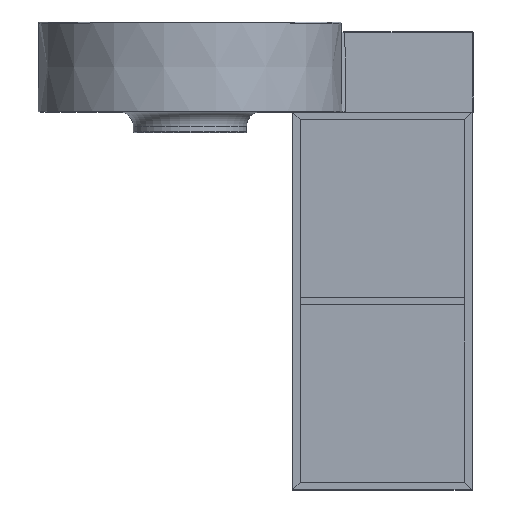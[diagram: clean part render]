
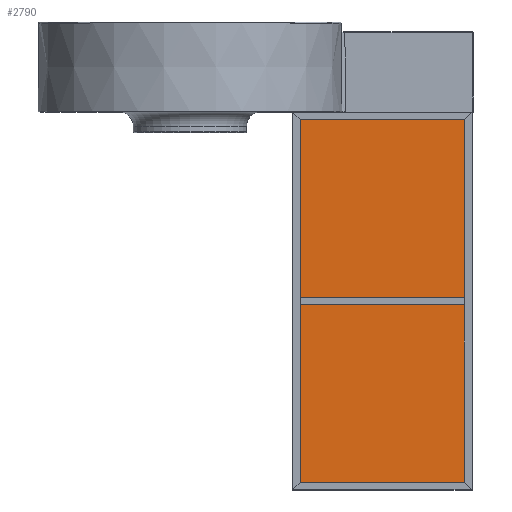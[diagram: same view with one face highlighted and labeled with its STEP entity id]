
A CAD part, top view. The second image highlights one B-rep face of the part: STEP entity #2790.
In plain terms, the highlighted planar face has unit normal (0, 0, 1).
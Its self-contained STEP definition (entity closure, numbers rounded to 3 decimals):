
#120 = PLANE ( 'NONE',  #698 ) ;
#365 = ORIENTED_EDGE ( 'NONE', *, *, #4732, .F. ) ;
#698 = AXIS2_PLACEMENT_3D ( 'NONE', #4878, #3604, #2676 ) ;
#759 = DIRECTION ( 'NONE',  ( 0., -1., 0. ) ) ;
#825 = CARTESIAN_POINT ( 'NONE',  ( 5., 5., -111. ) ) ;
#903 = LINE ( 'NONE', #5229, #3409 ) ;
#936 = LINE ( 'NONE', #825, #2059 ) ;
#1156 = VERTEX_POINT ( 'NONE', #4813 ) ;
#1339 = DIRECTION ( 'NONE',  ( 1., 0., 0. ) ) ;
#1421 = CARTESIAN_POINT ( 'NONE',  ( 5., 395., -111. ) ) ;
#1946 = EDGE_CURVE ( 'NONE', #5537, #4802, #903, .T. ) ;
#1988 = CARTESIAN_POINT ( 'NONE',  ( 5., 576.178, -111. ) ) ;
#2059 = VECTOR ( 'NONE', #1339, 1000. ) ;
#2360 = CARTESIAN_POINT ( 'NONE',  ( 185., 395., -111. ) ) ;
#2403 = ORIENTED_EDGE ( 'NONE', *, *, #5119, .T. ) ;
#2457 = ORIENTED_EDGE ( 'NONE', *, *, #1946, .F. ) ;
#2596 = DIRECTION ( 'NONE',  ( 0., -1., 0. ) ) ;
#2676 = DIRECTION ( 'NONE',  ( -1., 0., 0. ) ) ;
#2731 = FACE_OUTER_BOUND ( 'NONE', #4858, .T. ) ;
#2790 = ADVANCED_FACE ( 'NONE', ( #2731 ), #120, .F. ) ;
#3172 = LINE ( 'NONE', #1421, #4997 ) ;
#3409 = VECTOR ( 'NONE', #2596, 1000. ) ;
#3604 = DIRECTION ( 'NONE',  ( 0., 0., -1. ) ) ;
#3615 = CARTESIAN_POINT ( 'NONE',  ( 5., 5., -111. ) ) ;
#4260 = VECTOR ( 'NONE', #759, 1000. ) ;
#4493 = ORIENTED_EDGE ( 'NONE', *, *, #5610, .T. ) ;
#4732 = EDGE_CURVE ( 'NONE', #1156, #5537, #3172, .T. ) ;
#4802 = VERTEX_POINT ( 'NONE', #5231 ) ;
#4813 = CARTESIAN_POINT ( 'NONE',  ( 5., 395., -111. ) ) ;
#4830 = DIRECTION ( 'NONE',  ( 1., 0., 0. ) ) ;
#4858 = EDGE_LOOP ( 'NONE', ( #365, #4493, #2403, #2457 ) ) ;
#4878 = CARTESIAN_POINT ( 'NONE',  ( 5., 576.178, -111. ) ) ;
#4997 = VECTOR ( 'NONE', #4830, 1000. ) ;
#5119 = EDGE_CURVE ( 'NONE', #5293, #4802, #936, .T. ) ;
#5229 = CARTESIAN_POINT ( 'NONE',  ( 185., 576.178, -111. ) ) ;
#5231 = CARTESIAN_POINT ( 'NONE',  ( 185., 5., -111. ) ) ;
#5293 = VERTEX_POINT ( 'NONE', #3615 ) ;
#5458 = LINE ( 'NONE', #1988, #4260 ) ;
#5537 = VERTEX_POINT ( 'NONE', #2360 ) ;
#5610 = EDGE_CURVE ( 'NONE', #1156, #5293, #5458, .T. ) ;
